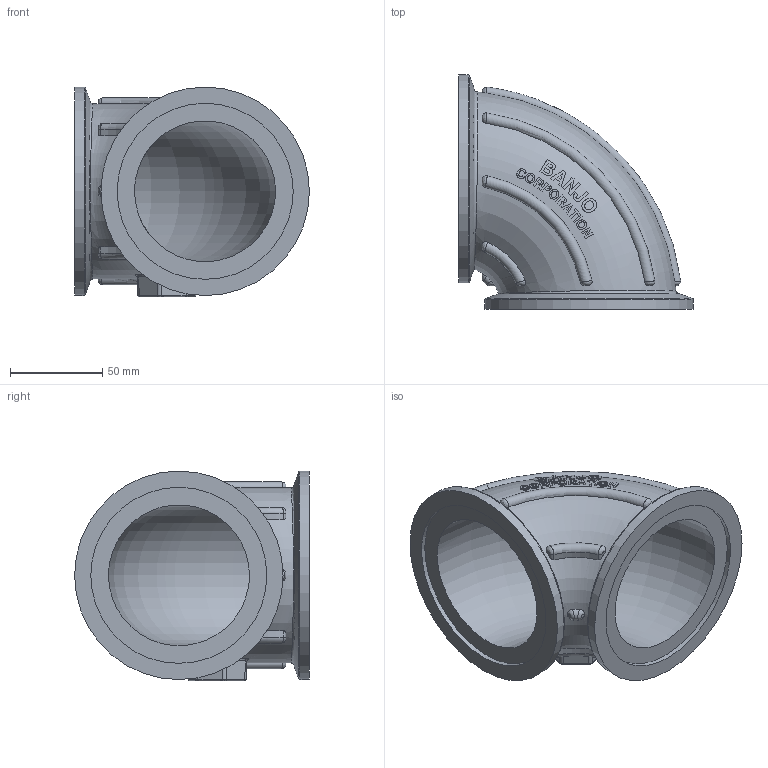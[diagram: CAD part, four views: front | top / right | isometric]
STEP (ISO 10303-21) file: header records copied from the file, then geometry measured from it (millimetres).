
FILE_DESCRIPTION(/* description */ ('3" MANIFOLD SWEEP 90 W/ 1/4" NPT PORT'),/* implementation_level */ '2;1');
FILE_NAME(/* name */ 'M300SWPG90.stp',/* time_stamp */ '2020-02-06T09:48:51-05:00',/* author */ ('Aaron'),/* organization */ (''),/* preprocessor_version */ 'ST-DEVELOPER v17',/* originating_system */ 'Autodesk Inventor 2019',/* authorisation */ '');
FILE_SCHEMA (('AUTOMOTIVE_DESIGN { 1 0 10303 214 3 1 1 }'));
Length unit declared in the file: inch
Products named in the file (2): M300SWPG90; M300SWPG90X
Assembly tree (1 placements, depth 2):
  M300SWPG90
    M300SWPG90X
Bounding box: 127 x 127 x 113.54 mm (x, y, z)
Volume: 322062.8 mm3; surface area: 79839 mm2
Topology: 1 solids, 1 shells, 657 faces, 1749 edges, 1156 vertices
Faces by surface type: plane 277, bspline 270, torus 70, cylinder 29, cone 11
Full cylindrical faces by diameter (mm): 10.719 x1, 95.25 x2, 112.776 x2
Entity records: 29718 total; most frequent: CARTESIAN_POINT 16110, ORIENTED_EDGE 3498, EDGE_CURVE 1749, DIRECTION 1552, VERTEX_POINT 1156, B_SPLINE_CURVE_WITH_KNOTS 1103, EDGE_LOOP 723, FACE_OUTER_BOUND 657
